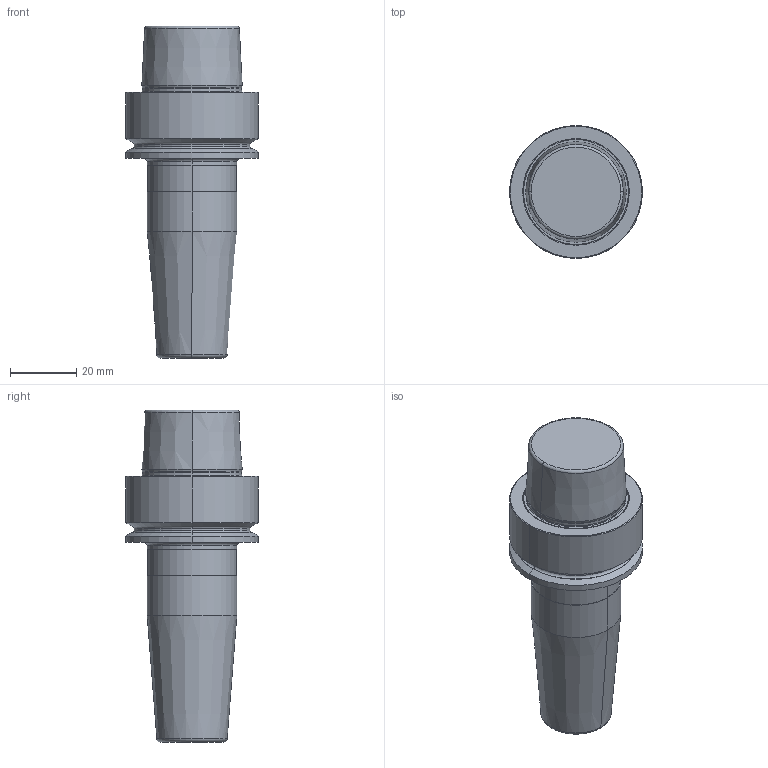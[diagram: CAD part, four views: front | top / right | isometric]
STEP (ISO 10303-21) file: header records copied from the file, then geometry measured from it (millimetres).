
FILE_DESCRIPTION((''),'2;1');
FILE_NAME('30338458','2016-04-20T',('BahnemannR'),(''),'PRO/ENGINEER BY PARAMETRIC TECHNOLOGY CORPORATION, 2011220','PRO/ENGINEER BY PARAMETRIC TECHNOLOGY CORPORATION, 2011220','');
FILE_SCHEMA(('AUTOMOTIVE_DESIGN_CC2 { 1 2 10303 214 -1 1 5 2 }'));
Length unit declared in the file: millimetre
Products named in the file (1): 30338458
Bounding box: 40 x 40 x 99.9 mm (x, y, z)
Volume: 66512.1 mm3; surface area: 12210.7 mm2
Topology: 1 solids, 1 shells, 58 faces, 351 edges, 441 vertices
Faces by surface type: cone 16, cylinder 16, torus 16, plane 10
Entity records: 4092 total; most frequent: CARTESIAN_POINT 900, DIRECTION 485, PRESENTATION_STYLE_ASSIGNMENT 359, STYLED_ITEM 359, CURVE_STYLE 356, ORIENTED_EDGE 228, AXIS2_PLACEMENT_3D 173, VECTOR 139
